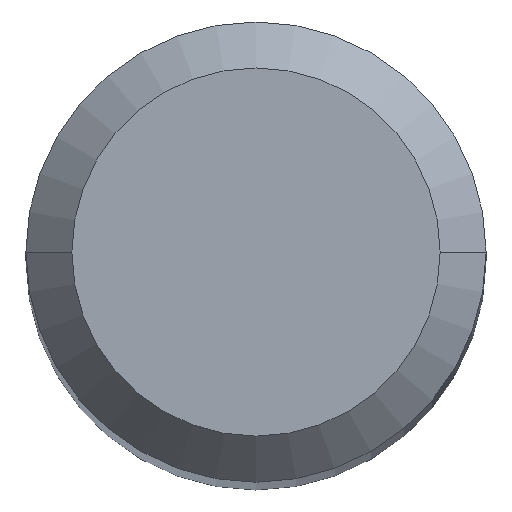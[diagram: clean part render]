
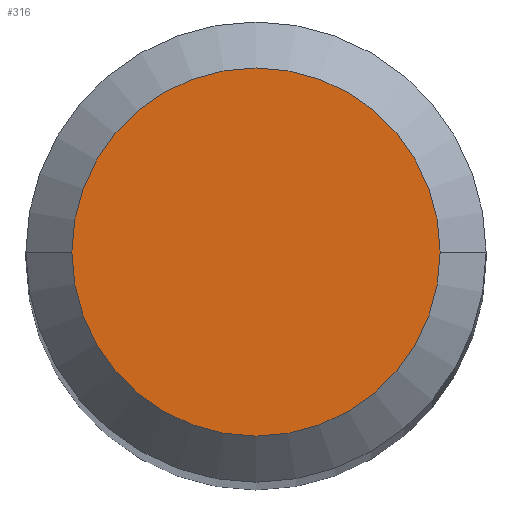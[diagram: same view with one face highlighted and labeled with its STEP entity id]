
A CAD part, top view. The second image highlights one B-rep face of the part: STEP entity #316.
In plain terms, the highlighted planar face has unit normal (0, 0, 1).
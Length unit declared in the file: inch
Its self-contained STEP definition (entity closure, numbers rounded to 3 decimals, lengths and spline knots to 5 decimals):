
#1 = AXIS2_PLACEMENT_3D ( 'NONE', #14, #62, #412 ) ;
#4 = VERTEX_POINT ( 'NONE', #189 ) ;
#14 = CARTESIAN_POINT ( 'NONE',  ( 0., 0., 0. ) ) ;
#23 = EDGE_CURVE ( 'NONE', #480, #4, #453, .T. ) ;
#29 = DIRECTION ( 'NONE',  ( 0., 0., 1. ) ) ;
#32 = CARTESIAN_POINT ( 'NONE',  ( -0.04724, 0., 0. ) ) ;
#33 = DIRECTION ( 'NONE',  ( 1., 0., 0. ) ) ;
#39 = CARTESIAN_POINT ( 'NONE',  ( 0., 0., 0. ) ) ;
#62 = DIRECTION ( 'NONE',  ( 0., 0., 1. ) ) ;
#110 = ORIENTED_EDGE ( 'NONE', *, *, #270, .T. ) ;
#115 = PLANE ( 'NONE',  #181 ) ;
#159 = DIRECTION ( 'NONE',  ( -1., 0., 0. ) ) ;
#181 = AXIS2_PLACEMENT_3D ( 'NONE', #393, #490, #159 ) ;
#189 = CARTESIAN_POINT ( 'NONE',  ( 0.04724, 0., 0. ) ) ;
#270 = EDGE_CURVE ( 'NONE', #4, #480, #476, .T. ) ;
#304 = EDGE_LOOP ( 'NONE', ( #365, #110 ) ) ;
#316 = ADVANCED_FACE ( 'NONE', ( #388 ), #115, .F. ) ;
#365 = ORIENTED_EDGE ( 'NONE', *, *, #23, .T. ) ;
#388 = FACE_OUTER_BOUND ( 'NONE', #304, .T. ) ;
#393 = CARTESIAN_POINT ( 'NONE',  ( 0., 0., 0. ) ) ;
#412 = DIRECTION ( 'NONE',  ( 1., 0., 0. ) ) ;
#447 = AXIS2_PLACEMENT_3D ( 'NONE', #39, #29, #33 ) ;
#453 = CIRCLE ( 'NONE', #1, 0.04724 ) ;
#476 = CIRCLE ( 'NONE', #447, 0.04724 ) ;
#480 = VERTEX_POINT ( 'NONE', #32 ) ;
#490 = DIRECTION ( 'NONE',  ( 0., 0., -1. ) ) ;
